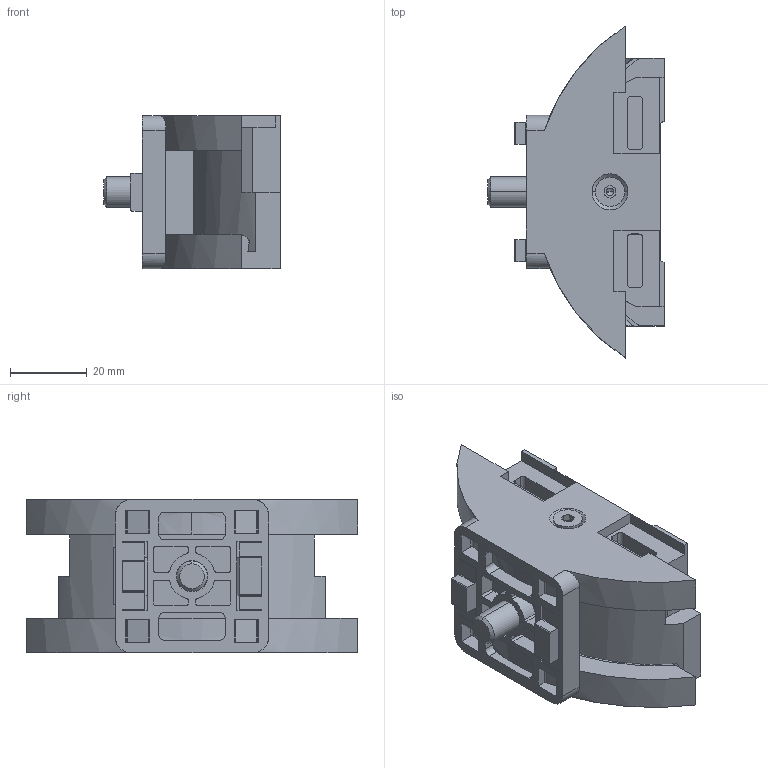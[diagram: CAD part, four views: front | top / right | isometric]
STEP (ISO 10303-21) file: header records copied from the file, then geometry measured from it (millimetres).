
FILE_DESCRIPTION (( 'STEP AP203' ), '1' );
FILE_NAME ('416500025_c_1.STEP', '2022-12-11T16:21:41', ( '' ), ( '' ), 'SwSTEP 2.0', 'SolidWorks 2014', '' );
FILE_SCHEMA (( 'CONFIG_CONTROL_DESIGN' ));
Length unit declared in the file: millimetre
Products named in the file (1): 416500025_c_1
Bounding box: 46.1 x 86.7 x 40.1 mm (x, y, z)
Volume: 65045.9 mm3; surface area: 21650.8 mm2
Topology: 1 solids, 1 shells, 339 faces, 931 edges, 609 vertices
Faces by surface type: plane 207, cylinder 100, cone 26, bspline 6
Entity records: 11110 total; most frequent: CARTESIAN_POINT 2362, ORIENTED_EDGE 1858, DIRECTION 1761, EDGE_CURVE 929, LINE 629, VECTOR 629, VERTEX_POINT 609, AXIS2_PLACEMENT_3D 566
